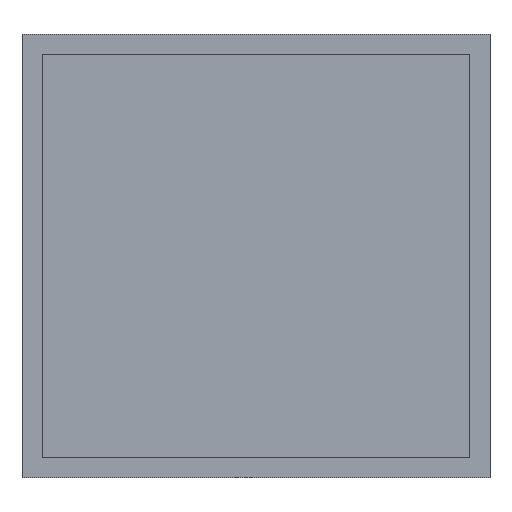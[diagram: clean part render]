
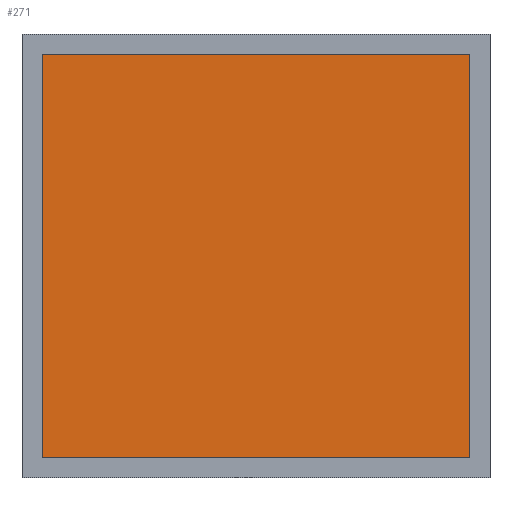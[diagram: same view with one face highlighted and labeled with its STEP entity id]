
A CAD part, top view. The second image highlights one B-rep face of the part: STEP entity #271.
In plain terms, the highlighted planar face has unit normal (0, 0, 1).
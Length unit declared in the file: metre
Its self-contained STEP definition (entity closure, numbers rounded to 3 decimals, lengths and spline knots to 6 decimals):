
#56=ORIENTED_EDGE('',*,*,#113,.T.);
#57=ORIENTED_EDGE('',*,*,#111,.T.);
#58=ORIENTED_EDGE('',*,*,#114,.F.);
#59=ORIENTED_EDGE('',*,*,#115,.F.);
#111=EDGE_CURVE('',#141,#140,#171,.T.);
#113=EDGE_CURVE('',#142,#141,#173,.T.);
#114=EDGE_CURVE('',#143,#140,#174,.T.);
#115=EDGE_CURVE('',#142,#143,#175,.T.);
#140=VERTEX_POINT('',#430);
#141=VERTEX_POINT('',#432);
#142=VERTEX_POINT('',#436);
#143=VERTEX_POINT('',#438);
#171=LINE('',#431,#207);
#173=LINE('',#435,#209);
#174=LINE('',#437,#210);
#175=LINE('',#439,#211);
#207=VECTOR('',#351,1.);
#209=VECTOR('',#355,1.);
#210=VECTOR('',#356,1.);
#211=VECTOR('',#357,1.);
#225=EDGE_LOOP('',(#56,#57,#58,#59));
#241=FACE_BOUND('',#225,.T.);
#256=PLANE('',#299);
#271=ADVANCED_FACE('',(#241),#256,.T.);
#299=AXIS2_PLACEMENT_3D('',#434,#353,#354);
#351=DIRECTION('',(0.,1.,0.));
#353=DIRECTION('',(0.,0.,1.));
#354=DIRECTION('',(1.,0.,0.));
#355=DIRECTION('',(1.,0.,0.));
#356=DIRECTION('',(1.,0.,0.));
#357=DIRECTION('',(0.,1.,0.));
#430=CARTESIAN_POINT('',(0.053,0.057648,-0.008));
#431=CARTESIAN_POINT('',(0.053,-0.042354,-0.008));
#432=CARTESIAN_POINT('',(0.053,-0.042352,-0.008));
#434=CARTESIAN_POINT('',(0.,-0.042354,-0.008));
#435=CARTESIAN_POINT('',(0.,-0.042352,-0.008));
#436=CARTESIAN_POINT('',(-0.053,-0.042352,-0.008));
#437=CARTESIAN_POINT('',(0.,0.057648,-0.008));
#438=CARTESIAN_POINT('',(-0.053,0.057648,-0.008));
#439=CARTESIAN_POINT('',(-0.053,-0.042354,-0.008));
